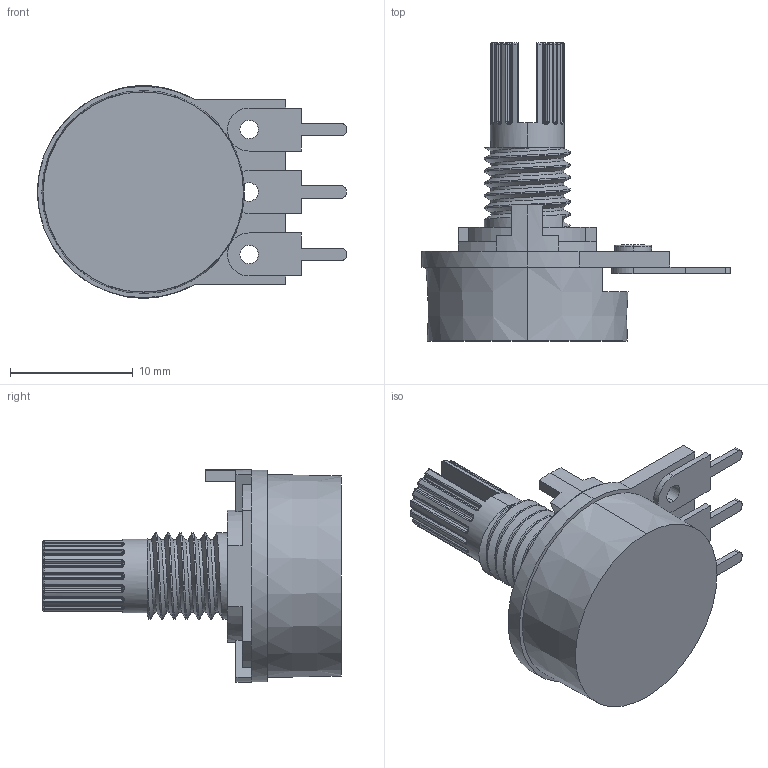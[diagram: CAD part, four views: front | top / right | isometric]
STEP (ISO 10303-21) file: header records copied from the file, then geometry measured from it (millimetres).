
FILE_DESCRIPTION (( 'STEP AP214' ), '1' );
FILE_NAME ('potenciometer.STEP', '2021-08-12T10:50:55', ( '' ), ( '' ), 'SwSTEP 2.0', 'SolidWorks 2019', '' );
FILE_SCHEMA (( 'AUTOMOTIVE_DESIGN' ));
Length unit declared in the file: millimetre
Products named in the file (1): potenciometer
Bounding box: 25.11 x 24.25 x 17.32 mm (x, y, z)
Volume: 2294.8 mm3; surface area: 1684.2 mm2
Topology: 1 solids, 1 shells, 416 faces, 1033 edges, 594 vertices
Faces by surface type: cylinder 161, plane 112, torus 60, sphere 50, bspline 31, cone 2
Entity records: 14656 total; most frequent: CARTESIAN_POINT 4274, DIRECTION 2115, ORIENTED_EDGE 1962, EDGE_CURVE 981, AXIS2_PLACEMENT_3D 853, VERTEX_POINT 572, CIRCLE 467, EDGE_LOOP 427
